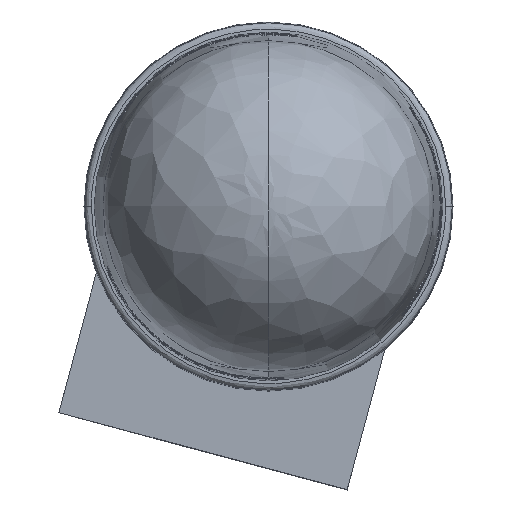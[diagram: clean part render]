
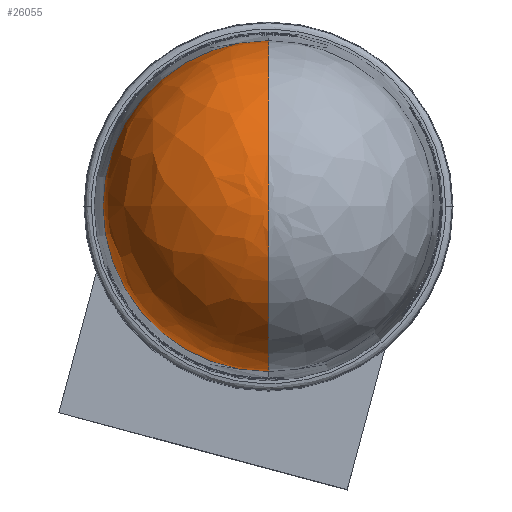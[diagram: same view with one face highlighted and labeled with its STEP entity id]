
A CAD part, top view. The second image highlights one B-rep face of the part: STEP entity #26055.
In plain terms, the highlighted free-form (B-spline) face has degree [3, 3] with [4, 4] control points.
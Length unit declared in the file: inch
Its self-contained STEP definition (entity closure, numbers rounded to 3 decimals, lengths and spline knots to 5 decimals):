
#68 = DIRECTION ( 'NONE',  ( -1., 0., 0. ) ) ;
#347 = CARTESIAN_POINT ( 'NONE',  ( 0., -1.00392, 1.75141 ) ) ;
#558 = CARTESIAN_POINT ( 'NONE',  ( -2.01545, 1.00772, 2.3425 ) ) ;
#1323 = EDGE_LOOP ( 'NONE', ( #27243, #21908, #29186 ) ) ;
#2018 =( BOUNDED_SURFACE ( )  B_SPLINE_SURFACE ( 3, 3, ( 
 ( #347, #9865, #26121, #12214 ),
 ( #28476, #14541, #558, #16886 ),
 ( #2908, #19238, #5251, #21595 ),
 ( #7606, #23921, #9951, #26235 ) ),
 .UNSPECIFIED., .F., .F., .F. ) 
 B_SPLINE_SURFACE_WITH_KNOTS ( ( 4, 4 ),
 ( 4, 4 ),
 ( 0., 1. ),
 ( 0., 1. ),
 .UNSPECIFIED. ) 
 GEOMETRIC_REPRESENTATION_ITEM ( )  RATIONAL_B_SPLINE_SURFACE ( (
 ( 1., 0.333, 0.333, 1.),
 ( 0.803, 0.268, 0.268, 0.803),
 ( 0.803, 0.268, 0.268, 0.803),
 ( 1., 0.333, 0.333, 1.) ) ) 
 REPRESENTATION_ITEM ( '' )  SURFACE ( )  );
#2908 = CARTESIAN_POINT ( 'NONE',  ( 0., -0.5911, 2.76181 ) ) ;
#3431 = EDGE_CURVE ( 'NONE', #22269, #16655, #25668, .T. ) ;
#5251 = CARTESIAN_POINT ( 'NONE',  ( -1.1822, 0.5911, 2.76181 ) ) ;
#5520 = CIRCLE ( 'NONE', #8954, 1.00392 ) ;
#6176 = AXIS2_PLACEMENT_3D ( 'NONE', #14035, #68, #16387 ) ;
#7606 = CARTESIAN_POINT ( 'NONE',  ( 0., 0., 2.76181 ) ) ;
#7923 = CARTESIAN_POINT ( 'NONE',  ( 0., 0., 1.75141 ) ) ;
#8954 = AXIS2_PLACEMENT_3D ( 'NONE', #7923, #24225, #10277 ) ;
#9565 = CARTESIAN_POINT ( 'NONE',  ( 0., -1.00392, 1.75141 ) ) ;
#9865 = CARTESIAN_POINT ( 'NONE',  ( -2.00783, -1.00392, 1.75141 ) ) ;
#9951 = CARTESIAN_POINT ( 'NONE',  ( 0., 0., 2.76181 ) ) ;
#10277 = DIRECTION ( 'NONE',  ( 0., -1., 0. ) ) ;
#11534 = DIRECTION ( 'NONE',  ( 1., 0., 0. ) ) ;
#12214 = CARTESIAN_POINT ( 'NONE',  ( 0., 1.00392, 1.75141 ) ) ;
#13638 = CIRCLE ( 'NONE', #6176, 1.00394 ) ;
#14035 = CARTESIAN_POINT ( 'NONE',  ( 0., 0., 1.75787 ) ) ;
#14541 = CARTESIAN_POINT ( 'NONE',  ( -2.01545, -1.00772, 2.3425 ) ) ;
#16387 = DIRECTION ( 'NONE',  ( 0., 0., -1. ) ) ;
#16655 = VERTEX_POINT ( 'NONE', #17158 ) ;
#16754 = FACE_OUTER_BOUND ( 'NONE', #1323, .T. ) ;
#16886 = CARTESIAN_POINT ( 'NONE',  ( 0., 1.00772, 2.3425 ) ) ;
#17158 = CARTESIAN_POINT ( 'NONE',  ( 0., 0., 2.76181 ) ) ;
#19238 = CARTESIAN_POINT ( 'NONE',  ( -1.1822, -0.5911, 2.76181 ) ) ;
#21595 = CARTESIAN_POINT ( 'NONE',  ( 0., 0.5911, 2.76181 ) ) ;
#21908 = ORIENTED_EDGE ( 'NONE', *, *, #23504, .F. ) ;
#21949 = EDGE_CURVE ( 'NONE', #23325, #16655, #13638, .T. ) ;
#22269 = VERTEX_POINT ( 'NONE', #29704 ) ;
#23325 = VERTEX_POINT ( 'NONE', #9565 ) ;
#23504 = EDGE_CURVE ( 'NONE', #23325, #22269, #5520, .T. ) ;
#23921 = CARTESIAN_POINT ( 'NONE',  ( 0., 0., 2.76181 ) ) ;
#24225 = DIRECTION ( 'NONE',  ( 0., 0., -1. ) ) ;
#25459 = CARTESIAN_POINT ( 'NONE',  ( 0., 0., 1.75787 ) ) ;
#25668 = CIRCLE ( 'NONE', #27533, 1.00394 ) ;
#26055 = ADVANCED_FACE ( 'NONE', ( #16754 ), #2018, .T. ) ;
#26121 = CARTESIAN_POINT ( 'NONE',  ( -2.00783, 1.00392, 1.75141 ) ) ;
#26235 = CARTESIAN_POINT ( 'NONE',  ( 0., 0., 2.76181 ) ) ;
#27243 = ORIENTED_EDGE ( 'NONE', *, *, #3431, .F. ) ;
#27533 = AXIS2_PLACEMENT_3D ( 'NONE', #25459, #11534, #27811 ) ;
#27811 = DIRECTION ( 'NONE',  ( 0., 0., -1. ) ) ;
#28476 = CARTESIAN_POINT ( 'NONE',  ( 0., -1.00772, 2.3425 ) ) ;
#29186 = ORIENTED_EDGE ( 'NONE', *, *, #21949, .T. ) ;
#29704 = CARTESIAN_POINT ( 'NONE',  ( 0., 1.00392, 1.75141 ) ) ;
